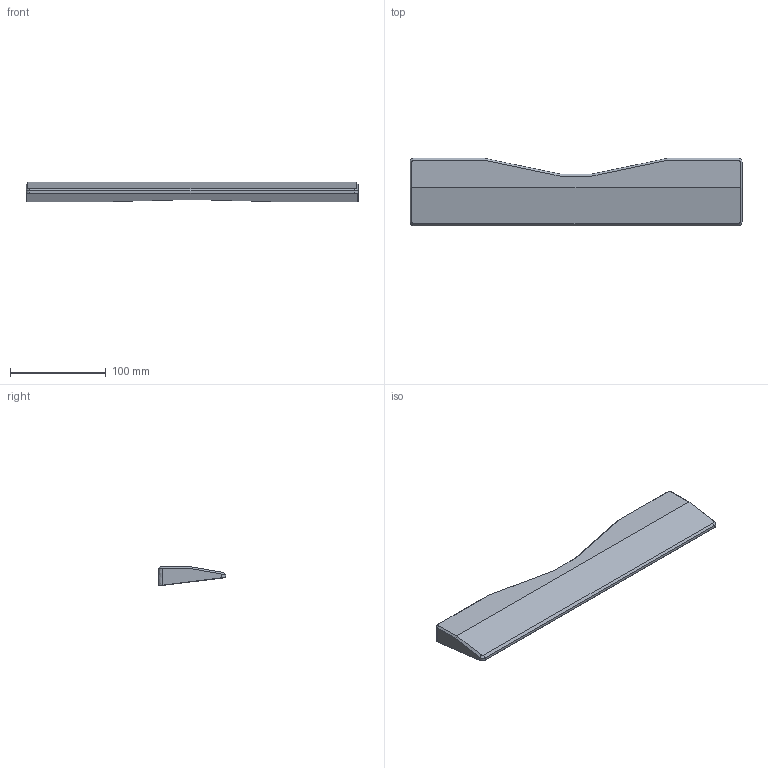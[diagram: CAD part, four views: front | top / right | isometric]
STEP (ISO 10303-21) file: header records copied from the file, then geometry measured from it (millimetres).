
FILE_DESCRIPTION(/* description */ (''),/* implementation_level */ '2;1');
FILE_NAME(/* name */ 'Wrist Wrest.step',/* time_stamp */ '2021-03-28T17:47:56-06:00',/* author */ (''),/* organization */ (''),/* preprocessor_version */ 'ST-DEVELOPER v18.1',/* originating_system */ 'Autodesk Translation Framework v9.10.0.1330',/* authorisation */ '');
FILE_SCHEMA (('AUTOMOTIVE_DESIGN { 1 0 10303 214 3 1 1 }'));
Length unit declared in the file: millimetre
Products named in the file (1): Wrist Wrest
Bounding box: 346.8 x 70.44 x 20.61 mm (x, y, z)
Volume: 311429.8 mm3; surface area: 55116.2 mm2
Topology: 1 solids, 1 shells, 83 faces, 193 edges, 112 vertices
Faces by surface type: plane 53, bspline 30
Entity records: 2663 total; most frequent: CARTESIAN_POINT 976, ORIENTED_EDGE 386, DIRECTION 248, EDGE_CURVE 193, LINE 140, VECTOR 140, VERTEX_POINT 112, FACE_OUTER_BOUND 83
